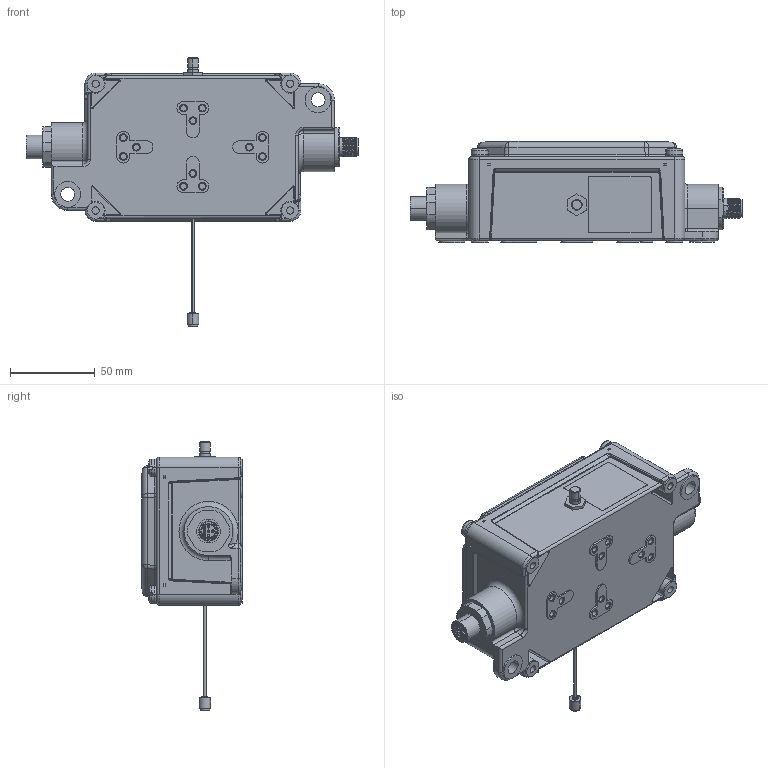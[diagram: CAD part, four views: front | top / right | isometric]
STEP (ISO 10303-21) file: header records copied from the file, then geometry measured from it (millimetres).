
FILE_DESCRIPTION((''),'2;1');
FILE_NAME('150135_SW','2010-01-05T',('banengservice'),('BANNER ENGINEERING'),'PRO/ENGINEER BY PARAMETRIC TECHNOLOGY CORPORATION, 2009141','PRO/ENGINEER BY PARAMETRIC TECHNOLOGY CORPORATION, 2009141','');
FILE_SCHEMA(('CONFIG_CONTROL_DESIGN'));
Products named in the file (1): 150135_SW
Bounding box: 196.34 x 59.72 x 158.75 mm (x, y, z)
Volume: 183938.6 mm3; surface area: 128799.2 mm2
Topology: 1 solids, 9 shells, 1455 faces, 3519 edges, 2174 vertices
Faces by surface type: cylinder 597, plane 444, bspline 151, cone 135, torus 100, sphere 28
Entity records: 67306 total; most frequent: CARTESIAN_POINT 33870, ORIENTED_EDGE 7038, DIRECTION 6890, EDGE_CURVE 3519, AXIS2_PLACEMENT_3D 2666, VERTEX_POINT 2174, EDGE_LOOP 1609, VECTOR 1558
